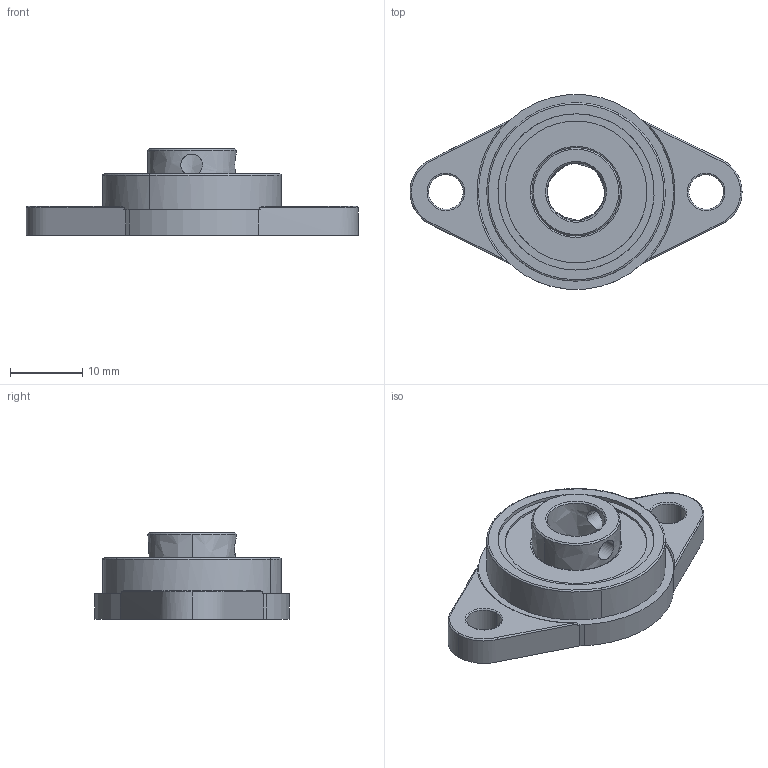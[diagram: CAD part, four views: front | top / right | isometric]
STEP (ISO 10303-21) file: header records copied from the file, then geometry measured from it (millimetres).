
FILE_DESCRIPTION(/* description */ (''),/* implementation_level */ '2;1');
FILE_NAME(/* name */ 'KFL08',/* time_stamp */ '2019-12-31T11:29:38+01:00',/* author */ (''),/* organization */ (''),/* preprocessor_version */ 'ST-DEVELOPER v16.5',/* originating_system */ '',/* authorisation */ '');
FILE_SCHEMA (('AUTOMOTIVE_DESIGN'));
Length unit declared in the file: millimetre
Products named in the file (1): Document
Bounding box: 45.91 x 26.9 x 12 mm (x, y, z)
Volume: 4726.5 mm3; surface area: 4379.2 mm2
Topology: 3 solids, 3 shells, 69 faces, 165 edges, 104 vertices
Faces by surface type: bspline 55, plane 14
Entity records: 2671 total; most frequent: CARTESIAN_POINT 1730, ORIENTED_EDGE 330, EDGE_CURVE 165, VERTEX_POINT 104, EDGE_LOOP 85, ADVANCED_FACE 69, FACE_OUTER_BOUND 69, B_SPLINE_CURVE_WITH_KNOTS 30
